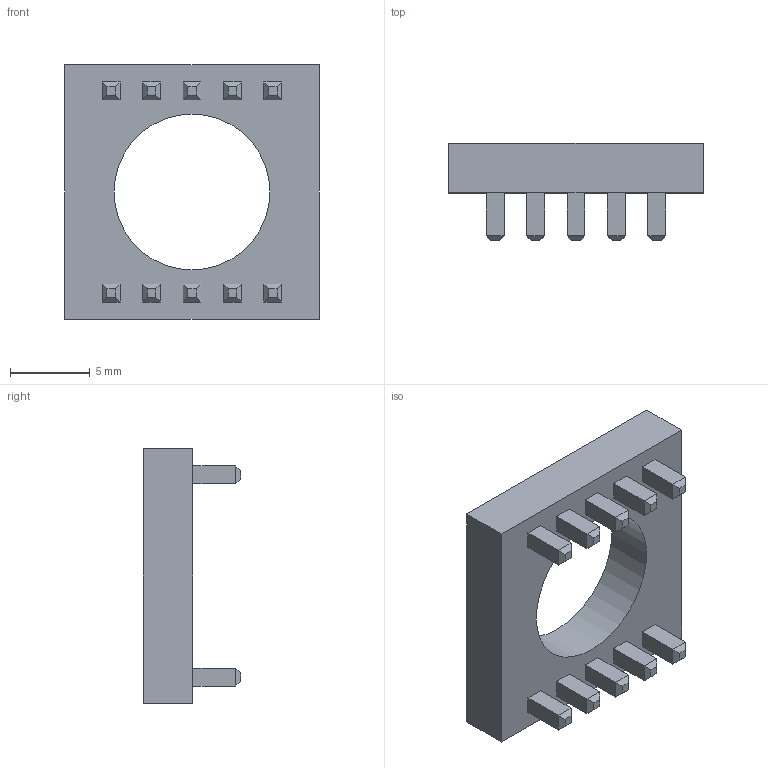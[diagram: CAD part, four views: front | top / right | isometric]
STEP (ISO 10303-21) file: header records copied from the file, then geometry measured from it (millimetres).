
FILE_DESCRIPTION (( 'STEP AP203' ), '1' );
FILE_NAME ('90325-C.STEP', '2014-08-15T11:49:21', ( 'Anwender' ), ( 'Microsoft' ), 'SwSTEP 2.0', 'SolidWorks 2013', '' );
FILE_SCHEMA (( 'CONFIG_CONTROL_DESIGN' ));
Length unit declared in the file: millimetre
Products named in the file (1): 90325-C
Bounding box: 16 x 6.1 x 16 mm (x, y, z)
Volume: 596.4 mm3; surface area: 781.1 mm2
Topology: 1 solids, 1 shells, 97 faces, 215 edges, 130 vertices
Faces by surface type: plane 96, cylinder 1
Full cylindrical faces by diameter (mm): 9.8 x1
Entity records: 2647 total; most frequent: CARTESIAN_POINT 442, ORIENTED_EDGE 428, DIRECTION 412, EDGE_CURVE 214, LINE 212, VECTOR 212, VERTEX_POINT 130, EDGE_LOOP 110
